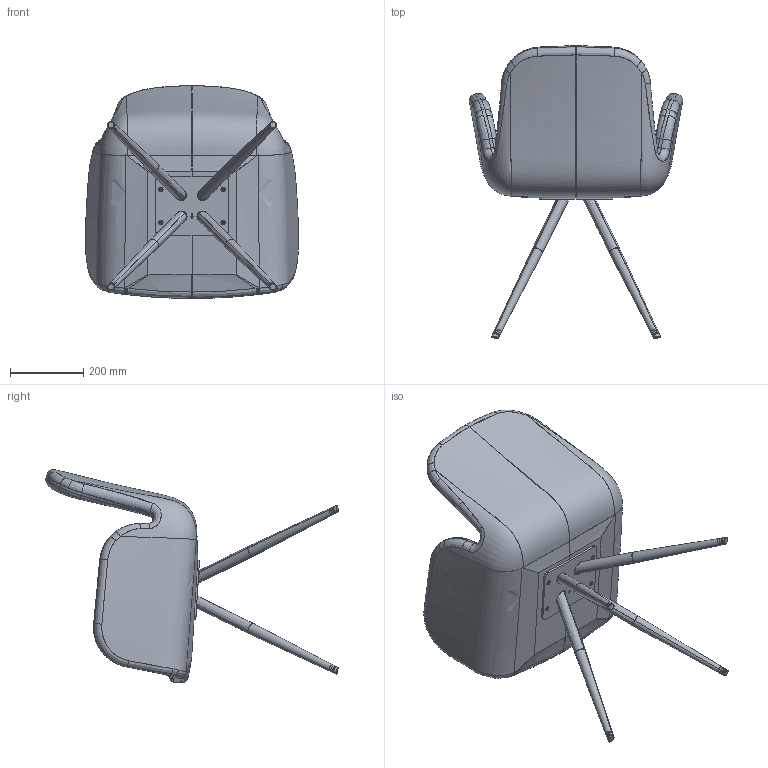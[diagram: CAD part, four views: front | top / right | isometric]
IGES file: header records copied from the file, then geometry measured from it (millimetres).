
Start section: SolidWorks IGES file using analytic representation for surfaces
Global section: file name: EL001.IGS; native system: SolidWorks 2024; preprocessor: SolidWorks 2024; author: Design.Exclusivo; date: 240905.090800; units: millimetre
Bounding box: 581.54 x 796.22 x 580.24 mm (x, y, z)
Surface area: 1599642.4 mm2 (no closed solid volume)
Topology: 0 solids, 0 shells, 468 faces, 8584 edges, 8577 vertices
Faces by surface type: bspline 319, revolution 149
